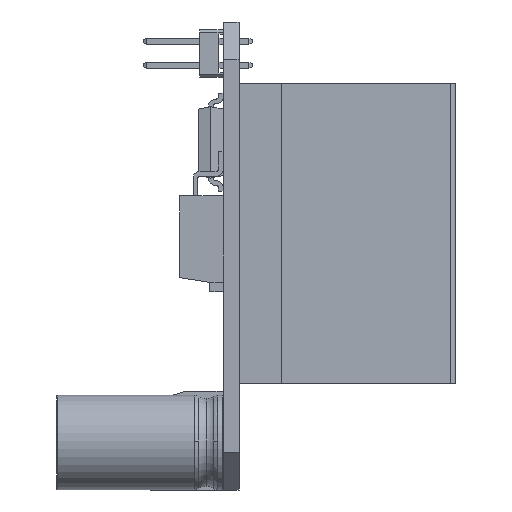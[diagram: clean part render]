
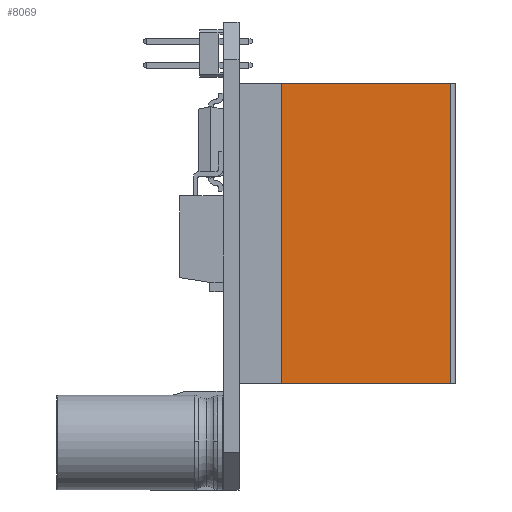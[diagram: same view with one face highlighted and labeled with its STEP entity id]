
A CAD part, left-side view. The second image highlights one B-rep face of the part: STEP entity #8069.
In plain terms, the highlighted planar face has unit normal (-1, -0.022, 0).
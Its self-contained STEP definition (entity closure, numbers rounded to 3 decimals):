
#736 = EDGE_CURVE ( 'NONE', #22690, #26457, #19434, .T. ) ;
#952 = CARTESIAN_POINT ( 'NONE',  ( -25.111, -22.511, 16. ) ) ;
#1179 = DIRECTION ( 'NONE',  ( 0., 0., 1. ) ) ;
#1455 = CARTESIAN_POINT ( 'NONE',  ( -25.5, -4.5, -16. ) ) ;
#4546 = VECTOR ( 'NONE', #1179, 1000. ) ;
#5755 = CARTESIAN_POINT ( 'NONE',  ( -25.5, -4.5, -16. ) ) ;
#6466 = CARTESIAN_POINT ( 'NONE',  ( -25.585, -0.553, 0. ) ) ;
#7635 = VECTOR ( 'NONE', #20923, 1000. ) ;
#7813 = CARTESIAN_POINT ( 'NONE',  ( -25.5, -4.5, -16. ) ) ;
#8069 = ADVANCED_FACE ( 'NONE', ( #8708 ), #26927, .T. ) ;
#8170 = LINE ( 'NONE', #1455, #4546 ) ;
#8708 = FACE_OUTER_BOUND ( 'NONE', #18181, .T. ) ;
#9144 = CARTESIAN_POINT ( 'NONE',  ( -25.5, -4.5, 16. ) ) ;
#9581 = LINE ( 'NONE', #9144, #7635 ) ;
#9919 = LINE ( 'NONE', #28135, #9946 ) ;
#9946 = VECTOR ( 'NONE', #28287, 1000. ) ;
#10980 = EDGE_CURVE ( 'NONE', #15421, #11678, #9581, .T. ) ;
#11678 = VERTEX_POINT ( 'NONE', #952 ) ;
#11964 = DIRECTION ( 'NONE',  ( -0.022, 1., 0. ) ) ;
#13135 = ORIENTED_EDGE ( 'NONE', *, *, #23443, .F. ) ;
#13221 = CARTESIAN_POINT ( 'NONE',  ( -25.111, -22.511, -16. ) ) ;
#13300 = ORIENTED_EDGE ( 'NONE', *, *, #736, .T. ) ;
#14640 = EDGE_CURVE ( 'NONE', #26457, #11678, #9919, .T. ) ;
#15421 = VERTEX_POINT ( 'NONE', #23414 ) ;
#15559 = DIRECTION ( 'NONE',  ( -1., -0.022, 0. ) ) ;
#18181 = EDGE_LOOP ( 'NONE', ( #13300, #23607, #22107, #13135 ) ) ;
#18236 = AXIS2_PLACEMENT_3D ( 'NONE', #6466, #15559, #11964 ) ;
#19434 = LINE ( 'NONE', #7813, #22934 ) ;
#20923 = DIRECTION ( 'NONE',  ( 0.022, -1., 0. ) ) ;
#21977 = DIRECTION ( 'NONE',  ( 0.022, -1., 0. ) ) ;
#22107 = ORIENTED_EDGE ( 'NONE', *, *, #10980, .F. ) ;
#22690 = VERTEX_POINT ( 'NONE', #5755 ) ;
#22934 = VECTOR ( 'NONE', #21977, 1000. ) ;
#23414 = CARTESIAN_POINT ( 'NONE',  ( -25.5, -4.5, 16. ) ) ;
#23443 = EDGE_CURVE ( 'NONE', #22690, #15421, #8170, .T. ) ;
#23607 = ORIENTED_EDGE ( 'NONE', *, *, #14640, .T. ) ;
#26457 = VERTEX_POINT ( 'NONE', #13221 ) ;
#26927 = PLANE ( 'NONE',  #18236 ) ;
#28135 = CARTESIAN_POINT ( 'NONE',  ( -25.111, -22.511, 16. ) ) ;
#28287 = DIRECTION ( 'NONE',  ( 0., 0., 1. ) ) ;
